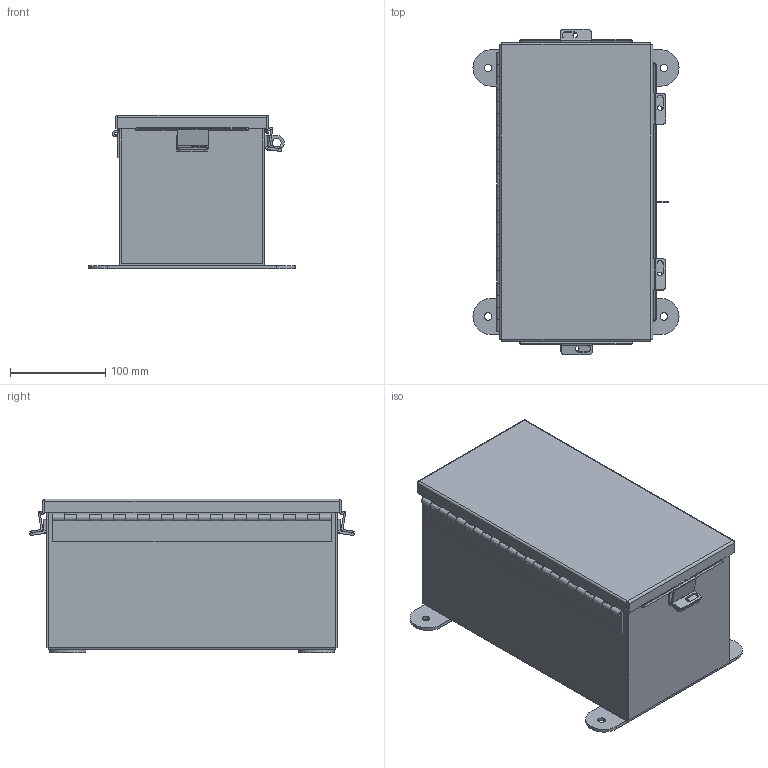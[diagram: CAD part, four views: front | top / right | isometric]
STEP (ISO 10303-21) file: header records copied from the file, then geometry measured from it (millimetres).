
FILE_DESCRIPTION (( 'STEP AP214' ), '1' );
FILE_NAME ('N060612SSCHTR.STEP', '2014-07-18T16:00:11', ( 'changeme' ), ( 'Microsoft' ), 'SwSTEP 2.0', 'SolidWorks 2013', '' );
FILE_SCHEMA (( 'AUTOMOTIVE_DESIGN' ));
Length unit declared in the file: inch
Products named in the file (13): N060612SSCHTR Hinge Cover Side JIC; N060612SSCHTR Hinge Body Side; N060612SSCHTR JIC Enclosure Template; N060612SSCHTR; N060612SSCHTR Mounting Bracket; HW-CLH-JH-20154; N060612SSCHTR HW-CD-S-25020-034; N060612SSCHTR JIC Bottom; N060612SSCHTR JIC Top; N060612SSCHTR JIC Cover Clamp; N060612SSCHTR JIC Clamp Bracket; N060612SSCHTR JIC_Cover_Template; N060612SSCHTR _JIC Hinge
Assembly tree (20 placements, depth 3):
  N060612SSCHTR
    N060612SSCHTR JIC Enclosure Template
    N060612SSCHTR _JIC Hinge
      N060612SSCHTR Hinge Body Side
      N060612SSCHTR Hinge Cover Side JIC
    N060612SSCHTR JIC_Cover_Template
    N060612SSCHTR JIC Clamp Bracket  x4
    N060612SSCHTR JIC Cover Clamp  x4
    N060612SSCHTR JIC Top
    N060612SSCHTR JIC Bottom
    N060612SSCHTR HW-CD-S-25020-034  x2
    HW-CLH-JH-20154
    N060612SSCHTR Mounting Bracket  x2
Bounding box: 215.9 x 340.53 x 160.96 mm (x, y, z)
Volume: 574703.1 mm3; surface area: 597495.2 mm2
Topology: 19 solids, 19 shells, 636 faces, 1517 edges, 921 vertices
Faces by surface type: plane 401, cylinder 215, bspline 8, torus 8, cone 4
Entity records: 14759 total; most frequent: CARTESIAN_POINT 2791, DIRECTION 2449, ORIENTED_EDGE 2320, EDGE_CURVE 1160, VECTOR 819, LINE 819, AXIS2_PLACEMENT_3D 815, VERTEX_POINT 709
